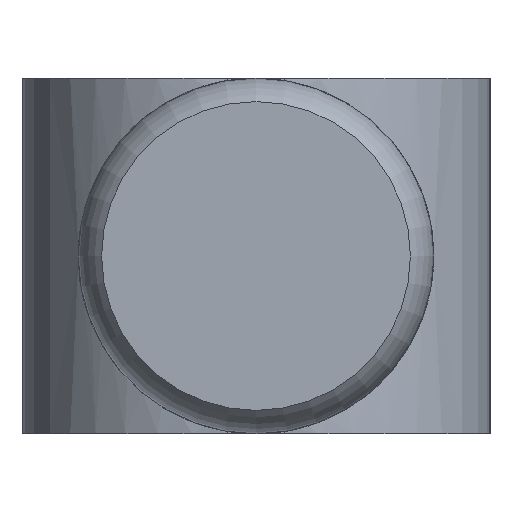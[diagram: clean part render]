
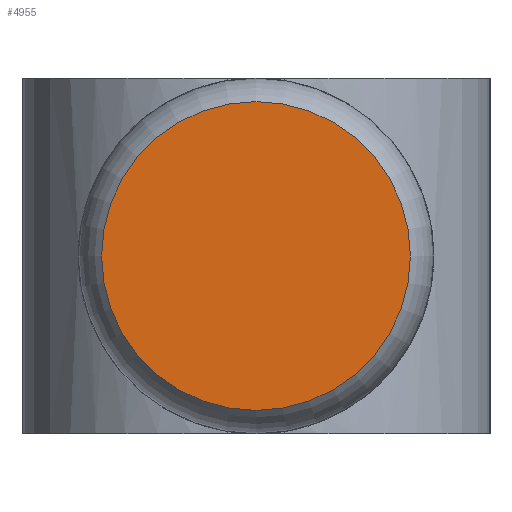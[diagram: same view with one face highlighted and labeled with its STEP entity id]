
A CAD part, left-side view. The second image highlights one B-rep face of the part: STEP entity #4955.
In plain terms, the highlighted planar face has unit normal (-1, 0, 0).
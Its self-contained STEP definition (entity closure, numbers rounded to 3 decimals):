
#36=CIRCLE($,#5183,8.25);
#183=FACE_OUTER_BOUND($,#1542,.T.);
#1542=EDGE_LOOP($,(#3925));
#2221=VERTEX_POINT($,#7834);
#2834=EDGE_CURVE($,#2221,#2221,#36,.T.);
#3925=ORIENTED_EDGE($,*,*,#2834,.F.);
#4738=PLANE($,#5192);
#4955=ADVANCED_FACE($,(#183),#4738,.F.);
#5183=AXIS2_PLACEMENT_3D($,#7835,#5667,#5668);
#5192=AXIS2_PLACEMENT_3D($,#7904,#5685,#5686);
#5667=DIRECTION('center_axis',(1.,0.,0.));
#5668=DIRECTION('ref_axis',(0.,0.,-1.));
#5685=DIRECTION('center_axis',(1.,0.,0.));
#5686=DIRECTION('ref_axis',(0.,0.,-1.));
#7834=CARTESIAN_POINT('',(-125.25,0.,8.25));
#7835=CARTESIAN_POINT('Origin',(-125.25,0.,0.));
#7904=CARTESIAN_POINT('Origin',(-125.25,0.,0.));
